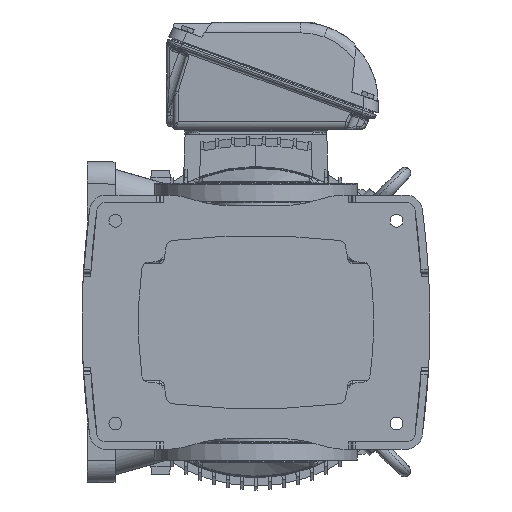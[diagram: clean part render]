
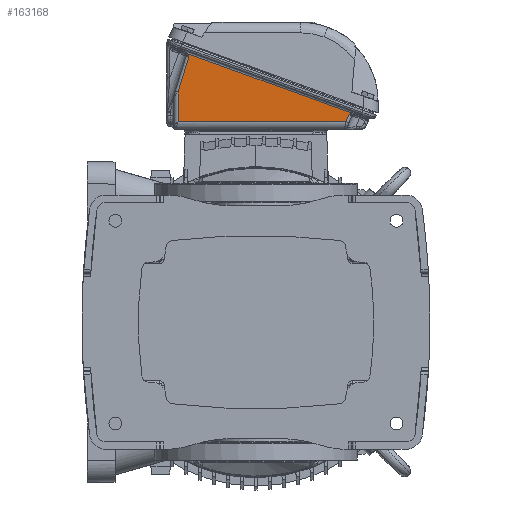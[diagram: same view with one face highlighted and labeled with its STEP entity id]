
A CAD part, front view. The second image highlights one B-rep face of the part: STEP entity #163168.
In plain terms, the highlighted face is planar.
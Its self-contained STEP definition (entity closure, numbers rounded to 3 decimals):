
#4891 = CARTESIAN_POINT ( 'NONE',  ( -10.694, 5.811, -3.628 ) ) ;
#7698 = CARTESIAN_POINT ( 'NONE',  ( -14.306, -3.614, -3.622 ) ) ;
#9315 = VECTOR ( 'NONE', #19158, 39.37 ) ;
#9375 = VECTOR ( 'NONE', #104765, 39.37 ) ;
#11021 = VERTEX_POINT ( 'NONE', #150132 ) ;
#18012 = FACE_OUTER_BOUND ( 'NONE', #25059, .T. ) ;
#19158 = DIRECTION ( 'NONE',  ( 0., 1., 0.012 ) ) ;
#21442 = VERTEX_POINT ( 'NONE', #128512 ) ;
#22752 = CARTESIAN_POINT ( 'NONE',  ( -11.159, 5.078, -3.622 ) ) ;
#24681 = EDGE_CURVE ( 'NONE', #34682, #152351, #161270, .T. ) ;
#25059 = EDGE_LOOP ( 'NONE', ( #158142, #89794, #161894, #101033, #68144, #194826, #136368 ) ) ;
#27539 = CARTESIAN_POINT ( 'NONE',  ( -11.147, 5.058, -3.622 ) ) ;
#31364 = AXIS2_PLACEMENT_3D ( 'NONE', #34274, #62802, #80038 ) ;
#32277 = PLANE ( 'NONE',  #31364 ) ;
#34274 = CARTESIAN_POINT ( 'NONE',  ( -15.197, -4.394, -3.602 ) ) ;
#34682 = VERTEX_POINT ( 'NONE', #103280 ) ;
#35483 = EDGE_CURVE ( 'NONE', #152351, #186361, #39431, .T. ) ;
#38221 = CARTESIAN_POINT ( 'NONE',  ( -14.328, -3.629, -3.622 ) ) ;
#38267 = EDGE_CURVE ( 'NONE', #200931, #11021, #134861, .T. ) ;
#39216 = CARTESIAN_POINT ( 'NONE',  ( -14.193, -3.576, -3.626 ) ) ;
#39431 = B_SPLINE_CURVE_WITH_KNOTS ( 'NONE', 3,
 ( #42779, #153567, #120039, #104783, #138307, #27539, #166794, #74287 ),
 .UNSPECIFIED., .F., .F.,
 ( 4, 2, 2, 4 ),
 ( 0., 0.002, 0.003, 0.004 ),
 .UNSPECIFIED. ) ;
#42779 = CARTESIAN_POINT ( 'NONE',  ( -11.071, 4.972, -3.626 ) ) ;
#46791 = CARTESIAN_POINT ( 'NONE',  ( -12.799, -3.995, -3.676 ) ) ;
#47265 = B_SPLINE_CURVE_WITH_KNOTS ( 'NONE', 3,
 ( #38221, #7698, #69721, #131728, #116471, #117483, #39216, #163222 ),
 .UNSPECIFIED., .F., .F.,
 ( 4, 2, 2, 4 ),
 ( 0.004, 0.006, 0.007, 0.008 ),
 .UNSPECIFIED. ) ;
#58012 = LINE ( 'NONE', #46791, #9375 ) ;
#62802 = DIRECTION ( 'NONE',  ( 0.033, -0.012, 0.999 ) ) ;
#68144 = ORIENTED_EDGE ( 'NONE', *, *, #109802, .T. ) ;
#69721 = CARTESIAN_POINT ( 'NONE',  ( -14.282, -3.603, -3.623 ) ) ;
#71978 = EDGE_CURVE ( 'NONE', #21442, #200931, #58012, .T. ) ;
#74287 = CARTESIAN_POINT ( 'NONE',  ( -11.159, 5.078, -3.622 ) ) ;
#80038 = DIRECTION ( 'NONE',  ( -0.342, -0.94, 0. ) ) ;
#86028 = DIRECTION ( 'NONE',  ( -0.342, -0.94, 0. ) ) ;
#86262 = CARTESIAN_POINT ( 'NONE',  ( -14.328, -3.629, -3.622 ) ) ;
#89794 = ORIENTED_EDGE ( 'NONE', *, *, #127929, .T. ) ;
#90378 = CARTESIAN_POINT ( 'NONE',  ( -11.071, 4.972, -3.626 ) ) ;
#97423 = LINE ( 'NONE', #4891, #9315 ) ;
#101033 = ORIENTED_EDGE ( 'NONE', *, *, #38267, .T. ) ;
#103280 = CARTESIAN_POINT ( 'NONE',  ( -10.694, 4.813, -3.64 ) ) ;
#103834 = VERTEX_POINT ( 'NONE', #86262 ) ;
#104378 = DIRECTION ( 'NONE',  ( 0.999, 0., -0.033 ) ) ;
#104765 = DIRECTION ( 'NONE',  ( 0.956, -0.292, -0.035 ) ) ;
#104783 = CARTESIAN_POINT ( 'NONE',  ( -11.127, 5.03, -3.623 ) ) ;
#109802 = EDGE_CURVE ( 'NONE', #11021, #34682, #97423, .T. ) ;
#113524 = CARTESIAN_POINT ( 'NONE',  ( -11.156, 5.008, -3.623 ) ) ;
#116471 = CARTESIAN_POINT ( 'NONE',  ( -14.232, -3.586, -3.624 ) ) ;
#117483 = CARTESIAN_POINT ( 'NONE',  ( -14.206, -3.579, -3.625 ) ) ;
#120039 = CARTESIAN_POINT ( 'NONE',  ( -11.104, 5.004, -3.624 ) ) ;
#127929 = EDGE_CURVE ( 'NONE', #103834, #21442, #47265, .T. ) ;
#128512 = CARTESIAN_POINT ( 'NONE',  ( -14.181, -3.572, -3.626 ) ) ;
#131728 = CARTESIAN_POINT ( 'NONE',  ( -14.244, -3.59, -3.624 ) ) ;
#134861 = LINE ( 'NONE', #196832, #175760 ) ;
#136368 = ORIENTED_EDGE ( 'NONE', *, *, #35483, .T. ) ;
#138307 = CARTESIAN_POINT ( 'NONE',  ( -11.134, 5.039, -3.623 ) ) ;
#150132 = CARTESIAN_POINT ( 'NONE',  ( -10.694, -4.153, -3.747 ) ) ;
#152351 = VERTEX_POINT ( 'NONE', #90378 ) ;
#153567 = CARTESIAN_POINT ( 'NONE',  ( -11.087, 4.988, -3.625 ) ) ;
#158142 = ORIENTED_EDGE ( 'NONE', *, *, #167185, .T. ) ;
#161270 = LINE ( 'NONE', #113524, #176500 ) ;
#161894 = ORIENTED_EDGE ( 'NONE', *, *, #71978, .T. ) ;
#163168 = ADVANCED_FACE ( 'NONE', ( #18012 ), #32277, .T. ) ;
#163222 = CARTESIAN_POINT ( 'NONE',  ( -14.181, -3.572, -3.626 ) ) ;
#164703 = VECTOR ( 'NONE', #86028, 39.37 ) ;
#166794 = CARTESIAN_POINT ( 'NONE',  ( -11.154, 5.068, -3.622 ) ) ;
#167185 = EDGE_CURVE ( 'NONE', #186361, #103834, #177546, .T. ) ;
#175760 = VECTOR ( 'NONE', #104378, 39.37 ) ;
#176500 = VECTOR ( 'NONE', #178503, 39.37 ) ;
#177546 = LINE ( 'NONE', #194756, #164703 ) ;
#178503 = DIRECTION ( 'NONE',  ( -0.92, 0.39, 0.035 ) ) ;
#186361 = VERTEX_POINT ( 'NONE', #22752 ) ;
#194756 = CARTESIAN_POINT ( 'NONE',  ( -14.502, -4.106, -3.622 ) ) ;
#194826 = ORIENTED_EDGE ( 'NONE', *, *, #24681, .T. ) ;
#195709 = CARTESIAN_POINT ( 'NONE',  ( -12.283, -4.153, -3.695 ) ) ;
#196832 = CARTESIAN_POINT ( 'NONE',  ( -15.197, -4.153, -3.599 ) ) ;
#200931 = VERTEX_POINT ( 'NONE', #195709 ) ;
